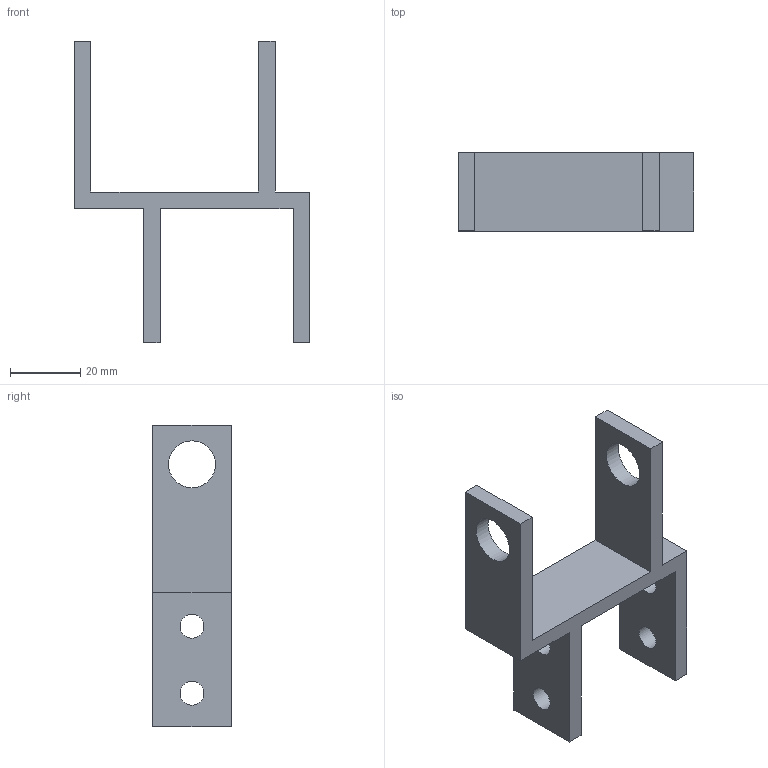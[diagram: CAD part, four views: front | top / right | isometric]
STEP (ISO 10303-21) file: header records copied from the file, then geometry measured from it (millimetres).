
FILE_DESCRIPTION( ( '' ), ' ' );
FILE_NAME( '57cc2e55954b62117e788ef2.step', '2016-09-04T14:23:17', ( '' ), ( '' ), ' ', ' ', ' ' );
FILE_SCHEMA( ( 'AUTOMOTIVE_DESIGN { 1 0 10303 214 1 1 1 1 }' ) );
Length unit declared in the file: metre
Products named in the file (1): Yoke
Bounding box: 66.99 x 22.23 x 85.72 mm (x, y, z)
Volume: 22216.9 mm3; surface area: 12525.4 mm2
Topology: 1 solids, 1 shells, 24 faces, 70 edges, 48 vertices
Faces by surface type: plane 18, cylinder 6
Full cylindrical faces by diameter (mm): 6.756 x4, 13.335 x2
Entity records: 964 total; most frequent: CARTESIAN_POINT 129, DIRECTION 122, ORIENTED_EDGE 120, EDGE_CURVE 60, LINE 48, VECTOR 48, VERTEX_POINT 44, EDGE_LOOP 42
